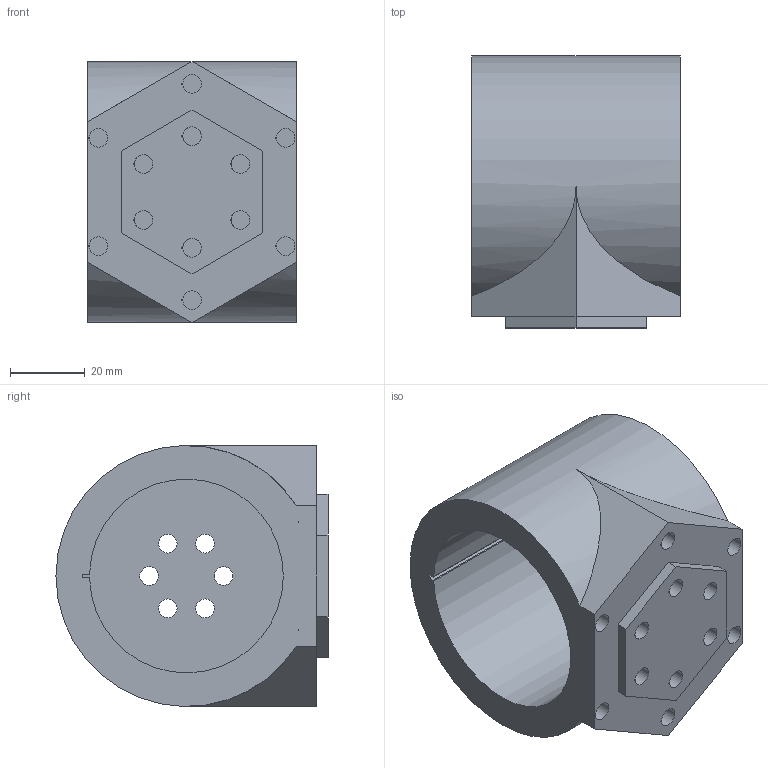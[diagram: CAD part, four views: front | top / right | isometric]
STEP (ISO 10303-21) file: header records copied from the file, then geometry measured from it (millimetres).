
FILE_DESCRIPTION(/* description */ (''),/* implementation_level */ '2;1');
FILE_NAME(/* name */ '7-shoulder.stp',/* time_stamp */ '2023-12-03T14:40:45+01:00',/* author */ ('simon'),/* organization */ (''),/* preprocessor_version */ 'ST-DEVELOPER v19.2',/* originating_system */ 'Autodesk Inventor 2024',/* authorisation */ '');
FILE_SCHEMA (('AUTOMOTIVE_DESIGN { 1 0 10303 214 3 1 1 }'));
Length unit declared in the file: millimetre
Products named in the file (1): shoulder
Bounding box: 56 x 73 x 70 mm (x, y, z)
Volume: 121917.2 mm3; surface area: 31799.8 mm2
Topology: 1 solids, 1 shells, 72 faces, 168 edges, 112 vertices
Faces by surface type: cylinder 36, plane 36
Full cylindrical faces by diameter (mm): 5 x12
Entity records: 2167 total; most frequent: DIRECTION 402, CARTESIAN_POINT 353, ORIENTED_EDGE 336, EDGE_CURVE 168, AXIS2_PLACEMENT_3D 161, VERTEX_POINT 112, EDGE_LOOP 98, CIRCLE 84
